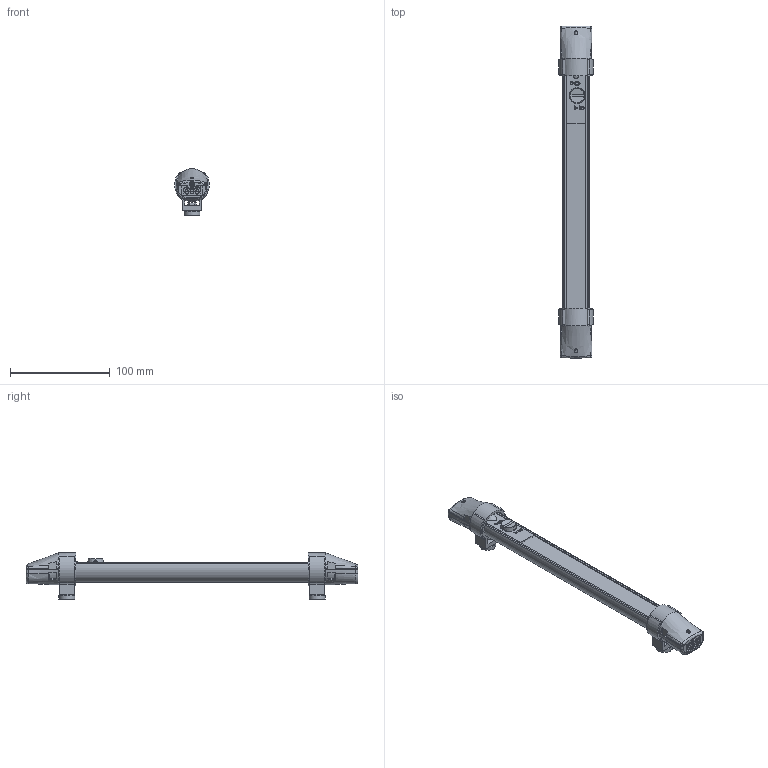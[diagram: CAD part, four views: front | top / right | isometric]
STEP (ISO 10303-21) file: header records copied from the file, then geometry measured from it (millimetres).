
FILE_DESCRIPTION(/* description */ (''),/* implementation_level */ '2;1');
FILE_NAME(/* name */ '112208_LED04-D-M.stp',/* time_stamp */ '2025-03-25T10:42:42+01:00',/* author */ ('CAD'),/* organization */ (''),/* preprocessor_version */ 'ST-DEVELOPER v15.6',/* originating_system */ 'Autodesk Inventor 2015',/* authorisation */ '');
FILE_SCHEMA (('AUTOMOTIVE_DESIGN { 1 0 10303 214 3 1 1 }'));
Length unit declared in the file: millimetre
Products named in the file (1): 112208_LED04-D-M_Shrinkwrap_1
Bounding box: 34.91 x 332.5 x 46.5 mm (x, y, z)
Surface area: 47784.7 mm2 (no closed solid volume)
Topology: 0 solids, 38 shells, 241 faces, 1403 edges, 1137 vertices
Faces by surface type: plane 120, bspline 55, cylinder 51, torus 10, sphere 3, cone 2
Full cylindrical faces by diameter (mm): 2 x1, 2.7 x3, 3 x1, 4 x2, 16 x2
Entity records: 16321 total; most frequent: CARTESIAN_POINT 6324, DIRECTION 1791, ORIENTED_EDGE 1774, EDGE_CURVE 1381, VERTEX_POINT 1131, LINE 781, VECTOR 781, AXIS2_PLACEMENT_3D 505
